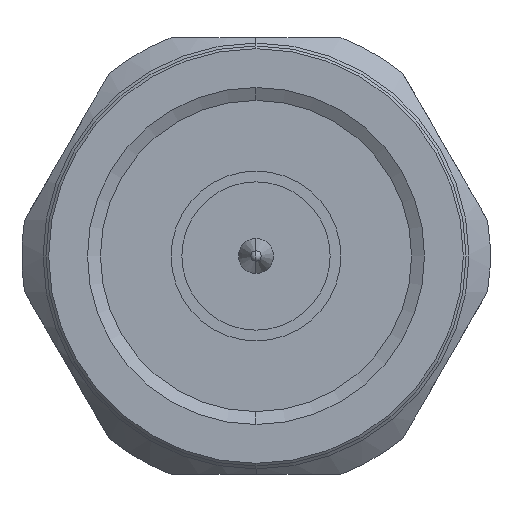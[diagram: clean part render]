
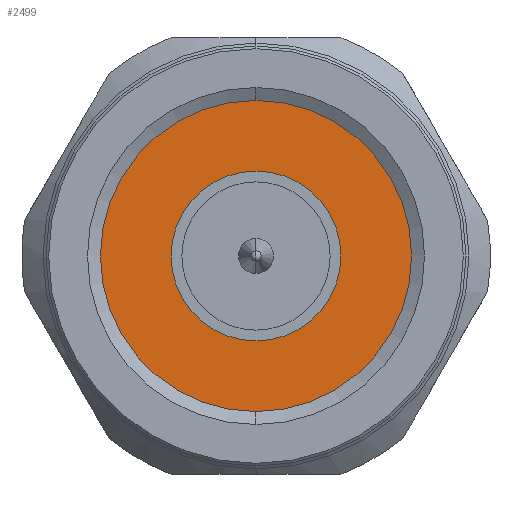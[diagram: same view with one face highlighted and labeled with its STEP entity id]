
A CAD part, left-side view. The second image highlights one B-rep face of the part: STEP entity #2499.
In plain terms, the highlighted planar face has unit normal (-1, 0, 0).
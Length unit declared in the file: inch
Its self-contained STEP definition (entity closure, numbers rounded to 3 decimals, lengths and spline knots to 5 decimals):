
#116 = FACE_BOUND ( 'NONE', #816, .T. ) ;
#156 = ORIENTED_EDGE ( 'NONE', *, *, #1170, .T. ) ;
#236 = AXIS2_PLACEMENT_3D ( 'NONE', #2297, #312, #2558 ) ;
#312 = DIRECTION ( 'NONE',  ( 1., 0., 0. ) ) ;
#328 = PLANE ( 'NONE',  #236 ) ;
#359 = DIRECTION ( 'NONE',  ( -1., 0., 0. ) ) ;
#519 = CIRCLE ( 'NONE', #717, 0.34395 ) ;
#526 = EDGE_CURVE ( 'NONE', #1599, #3037, #577, .T. ) ;
#577 = CIRCLE ( 'NONE', #2219, 0.15748 ) ;
#634 = ORIENTED_EDGE ( 'NONE', *, *, #1716, .T. ) ;
#717 = AXIS2_PLACEMENT_3D ( 'NONE', #2103, #359, #2375 ) ;
#773 = CARTESIAN_POINT ( 'NONE',  ( 0.41653, 0., 0.34395 ) ) ;
#816 = EDGE_LOOP ( 'NONE', ( #3021, #2901 ) ) ;
#894 = EDGE_LOOP ( 'NONE', ( #634, #156 ) ) ;
#1020 = VERTEX_POINT ( 'NONE', #2015 ) ;
#1149 = CARTESIAN_POINT ( 'NONE',  ( 0.41653, 0., 0.15748 ) ) ;
#1170 = EDGE_CURVE ( 'NONE', #1020, #2184, #519, .T. ) ;
#1207 = DIRECTION ( 'NONE',  ( -1., 0., 0. ) ) ;
#1263 = CARTESIAN_POINT ( 'NONE',  ( 0.41653, 0., 0. ) ) ;
#1264 = CARTESIAN_POINT ( 'NONE',  ( 0.41653, 0., 0. ) ) ;
#1373 = AXIS2_PLACEMENT_3D ( 'NONE', #1264, #2249, #2784 ) ;
#1453 = DIRECTION ( 'NONE',  ( 0., 0., 1. ) ) ;
#1599 = VERTEX_POINT ( 'NONE', #2150 ) ;
#1716 = EDGE_CURVE ( 'NONE', #2184, #1020, #1743, .T. ) ;
#1736 = DIRECTION ( 'NONE',  ( 0., 0., 1. ) ) ;
#1743 = CIRCLE ( 'NONE', #2163, 0.34395 ) ;
#1988 = DIRECTION ( 'NONE',  ( -1., 0., 0. ) ) ;
#2015 = CARTESIAN_POINT ( 'NONE',  ( 0.41653, 0., -0.34395 ) ) ;
#2103 = CARTESIAN_POINT ( 'NONE',  ( 0.41653, 0., 0. ) ) ;
#2144 = CARTESIAN_POINT ( 'NONE',  ( 0.41653, 0., 0. ) ) ;
#2150 = CARTESIAN_POINT ( 'NONE',  ( 0.41653, 0., -0.15748 ) ) ;
#2163 = AXIS2_PLACEMENT_3D ( 'NONE', #1263, #1988, #1736 ) ;
#2184 = VERTEX_POINT ( 'NONE', #773 ) ;
#2219 = AXIS2_PLACEMENT_3D ( 'NONE', #2144, #1207, #1453 ) ;
#2249 = DIRECTION ( 'NONE',  ( -1., 0., 0. ) ) ;
#2297 = CARTESIAN_POINT ( 'NONE',  ( 0.41653, 0.34395, 0. ) ) ;
#2375 = DIRECTION ( 'NONE',  ( 0., 0., 1. ) ) ;
#2410 = EDGE_CURVE ( 'NONE', #3037, #1599, #2444, .T. ) ;
#2444 = CIRCLE ( 'NONE', #1373, 0.15748 ) ;
#2499 = ADVANCED_FACE ( 'NONE', ( #116, #2803 ), #328, .F. ) ;
#2558 = DIRECTION ( 'NONE',  ( 0., 0., -1. ) ) ;
#2784 = DIRECTION ( 'NONE',  ( 0., 0., 1. ) ) ;
#2803 = FACE_OUTER_BOUND ( 'NONE', #894, .T. ) ;
#2901 = ORIENTED_EDGE ( 'NONE', *, *, #526, .F. ) ;
#3021 = ORIENTED_EDGE ( 'NONE', *, *, #2410, .F. ) ;
#3037 = VERTEX_POINT ( 'NONE', #1149 ) ;
